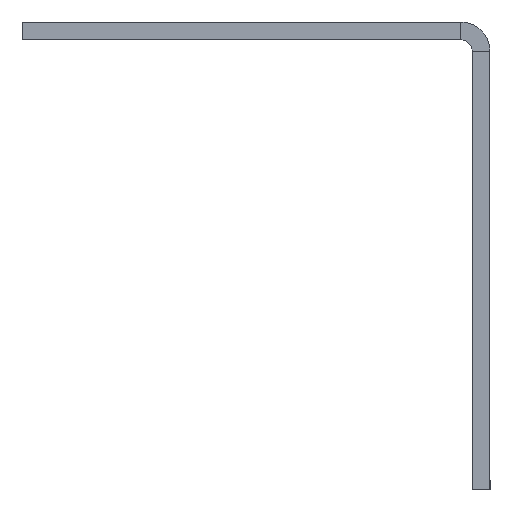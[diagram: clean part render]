
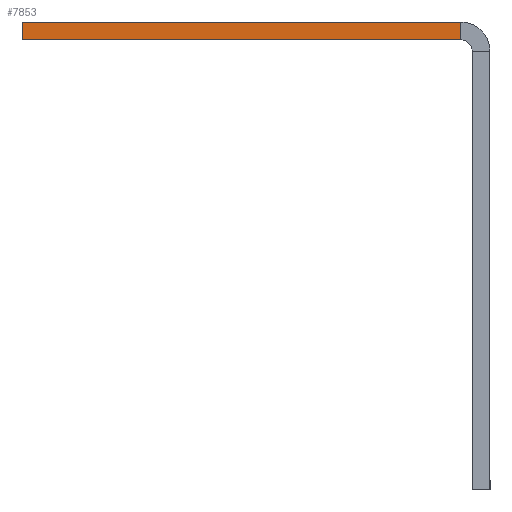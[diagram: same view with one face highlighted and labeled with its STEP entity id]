
A CAD part, left-side view. The second image highlights one B-rep face of the part: STEP entity #7853.
In plain terms, the highlighted planar face has unit normal (-1, 0, 0).
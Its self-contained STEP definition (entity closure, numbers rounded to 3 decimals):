
#259 = ORIENTED_EDGE ( 'NONE', *, *, #3710, .F. ) ;
#264 = LINE ( 'NONE', #4768, #2946 ) ;
#471 = VERTEX_POINT ( 'NONE', #4098 ) ;
#553 = LINE ( 'NONE', #11834, #581 ) ;
#581 = VECTOR ( 'NONE', #4091, 1000. ) ;
#1546 = AXIS2_PLACEMENT_3D ( 'NONE', #1713, #3855, #10574 ) ;
#1612 = ORIENTED_EDGE ( 'NONE', *, *, #7346, .T. ) ;
#1713 = CARTESIAN_POINT ( 'NONE',  ( 0., 0., -1.5 ) ) ;
#1873 = VERTEX_POINT ( 'NONE', #6665 ) ;
#2446 = EDGE_CURVE ( 'NONE', #471, #1873, #8358, .T. ) ;
#2946 = VECTOR ( 'NONE', #3661, 1000. ) ;
#3661 = DIRECTION ( 'NONE',  ( 0., 0., 1. ) ) ;
#3710 = EDGE_CURVE ( 'NONE', #13672, #471, #11545, .T. ) ;
#3855 = DIRECTION ( 'NONE',  ( -1., 0., 0. ) ) ;
#3872 = VECTOR ( 'NONE', #6029, 1000. ) ;
#4091 = DIRECTION ( 'NONE',  ( 0., -1., 0. ) ) ;
#4098 = CARTESIAN_POINT ( 'NONE',  ( 0., 40., 0. ) ) ;
#4768 = CARTESIAN_POINT ( 'NONE',  ( 0., 2.5, -1.5 ) ) ;
#5952 = CARTESIAN_POINT ( 'NONE',  ( 0., 40., -1.5 ) ) ;
#6008 = PLANE ( 'NONE',  #1546 ) ;
#6029 = DIRECTION ( 'NONE',  ( 0., 0., 1. ) ) ;
#6076 = FACE_OUTER_BOUND ( 'NONE', #7334, .T. ) ;
#6439 = VECTOR ( 'NONE', #10555, 1000. ) ;
#6665 = CARTESIAN_POINT ( 'NONE',  ( 0., 2.5, 0. ) ) ;
#7334 = EDGE_LOOP ( 'NONE', ( #9130, #1612, #14472, #259 ) ) ;
#7346 = EDGE_CURVE ( 'NONE', #7982, #1873, #264, .T. ) ;
#7405 = EDGE_CURVE ( 'NONE', #13672, #7982, #553, .T. ) ;
#7853 = ADVANCED_FACE ( 'NONE', ( #6076 ), #6008, .T. ) ;
#7982 = VERTEX_POINT ( 'NONE', #14260 ) ;
#8209 = CARTESIAN_POINT ( 'NONE',  ( 0., 0., 0. ) ) ;
#8358 = LINE ( 'NONE', #8209, #6439 ) ;
#9130 = ORIENTED_EDGE ( 'NONE', *, *, #7405, .T. ) ;
#10555 = DIRECTION ( 'NONE',  ( 0., -1., 0. ) ) ;
#10574 = DIRECTION ( 'NONE',  ( 0., 0., 1. ) ) ;
#11389 = CARTESIAN_POINT ( 'NONE',  ( 0., 40., -1.5 ) ) ;
#11545 = LINE ( 'NONE', #5952, #3872 ) ;
#11834 = CARTESIAN_POINT ( 'NONE',  ( 0., 0., -1.5 ) ) ;
#13672 = VERTEX_POINT ( 'NONE', #11389 ) ;
#14260 = CARTESIAN_POINT ( 'NONE',  ( 0., 2.5, -1.5 ) ) ;
#14472 = ORIENTED_EDGE ( 'NONE', *, *, #2446, .F. ) ;
